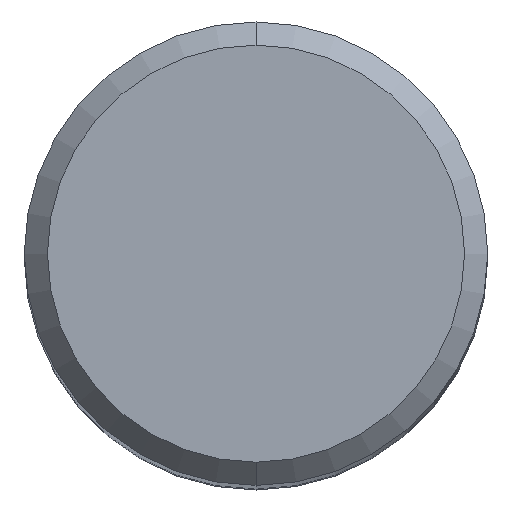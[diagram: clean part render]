
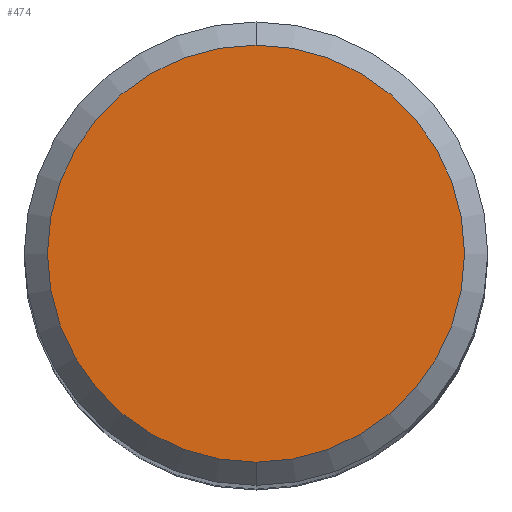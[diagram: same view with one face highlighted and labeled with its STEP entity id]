
A CAD part, top view. The second image highlights one B-rep face of the part: STEP entity #474.
In plain terms, the highlighted planar face has unit normal (0, 0, 1).
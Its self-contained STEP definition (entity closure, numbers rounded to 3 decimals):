
#212=VERTEX_POINT('',#578);
#280=VERTEX_POINT('',#660);
#350=EDGE_CURVE('',#212,#280,#734,.T.);
#474=ADVANCED_FACE('',(#871),#872,.T.);
#500=EDGE_CURVE('',#280,#212,#899,.T.);
#578=CARTESIAN_POINT('',(0.0,5.4,0.0));
#660=CARTESIAN_POINT('',(0.,-5.4,0.0));
#734=CIRCLE('',#1277,5.4);
#871=FACE_OUTER_BOUND('',#1574,.T.);
#872=PLANE('',#1575);
#899=CIRCLE('',#1613,5.4);
#1277=AXIS2_PLACEMENT_3D('',#1941,#1942,#1943);
#1574=EDGE_LOOP('',(#2099,#2100));
#1575=AXIS2_PLACEMENT_3D('',#2101,#2102,#2103);
#1613=AXIS2_PLACEMENT_3D('',#2122,#2123,#2124);
#1941=CARTESIAN_POINT('',(0.0,0.0,0.0));
#1942=DIRECTION('',(0.0,0.0,-1.0));
#1943=DIRECTION('',(0.0,1.0,0.0));
#2099=ORIENTED_EDGE('',*,*,#350,.F.);
#2100=ORIENTED_EDGE('',*,*,#500,.F.);
#2101=CARTESIAN_POINT('',(0.0,2.7,0.0));
#2102=DIRECTION('',(-0.0,0.0,1.0));
#2103=DIRECTION('',(0.0,-1.0,0.0));
#2122=CARTESIAN_POINT('',(0.0,0.0,0.0));
#2123=DIRECTION('',(0.0,0.0,-1.0));
#2124=DIRECTION('',(0.0,1.0,0.0));
